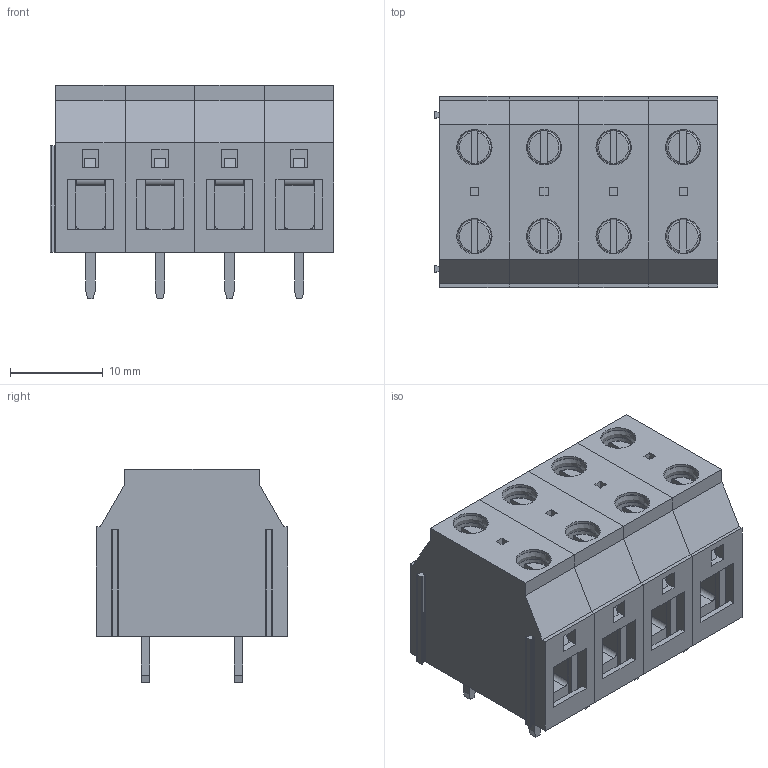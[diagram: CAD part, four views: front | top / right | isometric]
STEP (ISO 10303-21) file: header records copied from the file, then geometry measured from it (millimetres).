
FILE_DESCRIPTION( ( 'STEP AP214' ), '1' );
FILE_NAME( 'MB102-750M04-20230407.stp', '2023-04-10T03:18:50', ( ' ' ), ( ' ' ), 'XStep 1.0', ' ', ' ' );
FILE_SCHEMA( ( 'CONFIG_CONTROL_DESIGN) ( )' ) );
Length unit declared in the file: metre
Products named in the file (1): 1
Bounding box: 30.6 x 20.6 x 23 mm (x, y, z)
Volume: 9111.1 mm3; surface area: 7130.6 mm2
Topology: 1 solids, 1 shells, 591 faces, 1596 edges, 1040 vertices
Faces by surface type: plane 447, cylinder 64, torus 32, cone 32, revolution 16
Full cylindrical faces by diameter (mm): 2.3 x8, 3.2 x8, 3.8 x8
Entity records: 18609 total; most frequent: CARTESIAN_POINT 4036, ORIENTED_EDGE 3000, DIRECTION 2828, EDGE_CURVE 1500, LINE 1212, VECTOR 1212, VERTEX_POINT 1032, AXIS2_PLACEMENT_3D 800
